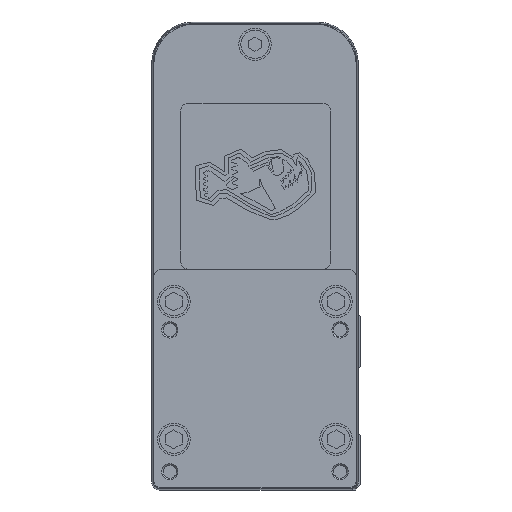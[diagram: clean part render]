
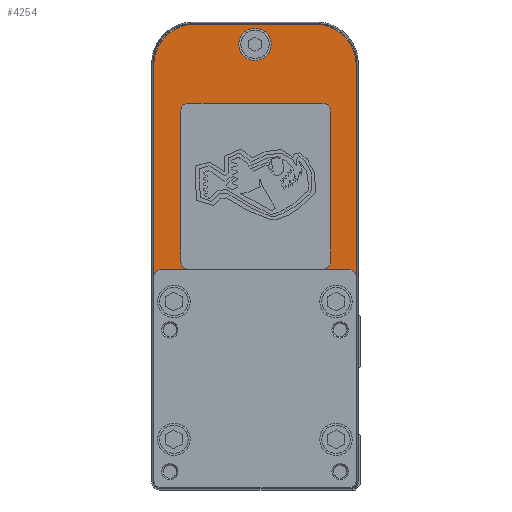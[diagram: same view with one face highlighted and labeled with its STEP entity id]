
A CAD part, left-side view. The second image highlights one B-rep face of the part: STEP entity #4254.
In plain terms, the highlighted planar face has unit normal (-1, 0, 0).
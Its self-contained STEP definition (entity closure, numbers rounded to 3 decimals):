
#273 = CARTESIAN_POINT ( 'NONE',  ( -45., -69.5, 14.75 ) ) ;
#552 = DIRECTION ( 'NONE',  ( 1., 0., 0. ) ) ;
#630 = AXIS2_PLACEMENT_3D ( 'NONE', #4432, #552, #12574 ) ;
#961 = DIRECTION ( 'NONE',  ( 0., 1., 0. ) ) ;
#1053 = CARTESIAN_POINT ( 'NONE',  ( -45., -69.5, -14.75 ) ) ;
#1334 = EDGE_CURVE ( 'NONE', #3624, #1883, #22475, .T. ) ;
#1576 = EDGE_CURVE ( 'NONE', #1883, #21916, #20952, .T. ) ;
#1883 = VERTEX_POINT ( 'NONE', #1053 ) ;
#1981 = VERTEX_POINT ( 'NONE', #25266 ) ;
#2401 = EDGE_CURVE ( 'NONE', #6581, #1981, #25258, .T. ) ;
#3445 = EDGE_CURVE ( 'NONE', #20586, #3624, #23601, .T. ) ;
#3624 = VERTEX_POINT ( 'NONE', #15983 ) ;
#3722 = VERTEX_POINT ( 'NONE', #5676 ) ;
#3930 = AXIS2_PLACEMENT_3D ( 'NONE', #14998, #23292, #961 ) ;
#4092 = EDGE_CURVE ( 'NONE', #21916, #3722, #14453, .T. ) ;
#4238 = ORIENTED_EDGE ( 'NONE', *, *, #2401, .F. ) ;
#4254 = ADVANCED_FACE ( 'NONE', ( #6978, #15134 ), #12843, .F. ) ;
#4432 = CARTESIAN_POINT ( 'NONE',  ( -45., -7., 23. ) ) ;
#4554 = DIRECTION ( 'NONE',  ( 0., 0., -1. ) ) ;
#4682 = ORIENTED_EDGE ( 'NONE', *, *, #1576, .F. ) ;
#4878 = ORIENTED_EDGE ( 'NONE', *, *, #1334, .F. ) ;
#5164 = CIRCLE ( 'NONE', #22664, 4. ) ;
#5422 = CARTESIAN_POINT ( 'NONE',  ( -45., -64.5, 0. ) ) ;
#5530 = ORIENTED_EDGE ( 'NONE', *, *, #15509, .F. ) ;
#5562 = DIRECTION ( 'NONE',  ( 1., 0., 0. ) ) ;
#5647 = EDGE_CURVE ( 'NONE', #19011, #20586, #12027, .T. ) ;
#5676 = CARTESIAN_POINT ( 'NONE',  ( -45., -7., -25. ) ) ;
#5965 = DIRECTION ( 'NONE',  ( 1., 0., 0. ) ) ;
#5982 = VECTOR ( 'NONE', #4554, 1000. ) ;
#6124 = VECTOR ( 'NONE', #8279, 1000. ) ;
#6188 = CIRCLE ( 'NONE', #21161, 2. ) ;
#6581 = VERTEX_POINT ( 'NONE', #19365 ) ;
#6978 = FACE_OUTER_BOUND ( 'NONE', #23426, .T. ) ;
#7052 = VERTEX_POINT ( 'NONE', #14921 ) ;
#8279 = DIRECTION ( 'NONE',  ( 0., -1., 0. ) ) ;
#8482 = ORIENTED_EDGE ( 'NONE', *, *, #3445, .F. ) ;
#9282 = LINE ( 'NONE', #17716, #18171 ) ;
#9331 = CARTESIAN_POINT ( 'NONE',  ( -45., -59.25, 25. ) ) ;
#11325 = CARTESIAN_POINT ( 'NONE',  ( -45., -7., -23. ) ) ;
#11857 = CARTESIAN_POINT ( 'NONE',  ( -45., -59.25, -25. ) ) ;
#12027 = LINE ( 'NONE', #22332, #6124 ) ;
#12098 = VERTEX_POINT ( 'NONE', #24153 ) ;
#12509 = CARTESIAN_POINT ( 'NONE',  ( -45., -59.25, 14.75 ) ) ;
#12574 = DIRECTION ( 'NONE',  ( 0., 0., -1. ) ) ;
#12830 = CARTESIAN_POINT ( 'NONE',  ( -45., -59.25, -14.75 ) ) ;
#12843 = PLANE ( 'NONE',  #3930 ) ;
#12921 = AXIS2_PLACEMENT_3D ( 'NONE', #12509, #5965, #20683 ) ;
#13701 = AXIS2_PLACEMENT_3D ( 'NONE', #5422, #17986, #19611 ) ;
#13864 = EDGE_LOOP ( 'NONE', ( #4238, #15112 ) ) ;
#14322 = CARTESIAN_POINT ( 'NONE',  ( -45., -59.25, -25. ) ) ;
#14453 = LINE ( 'NONE', #14322, #19312 ) ;
#14705 = CIRCLE ( 'NONE', #630, 2. ) ;
#14921 = CARTESIAN_POINT ( 'NONE',  ( -45., -9., 23. ) ) ;
#14998 = CARTESIAN_POINT ( 'NONE',  ( -45., -7., 23. ) ) ;
#15112 = ORIENTED_EDGE ( 'NONE', *, *, #21829, .F. ) ;
#15134 = FACE_BOUND ( 'NONE', #13864, .T. ) ;
#15193 = EDGE_CURVE ( 'NONE', #12098, #3722, #6188, .T. ) ;
#15509 = EDGE_CURVE ( 'NONE', #12098, #7052, #9282, .T. ) ;
#15983 = CARTESIAN_POINT ( 'NONE',  ( -45., -69.5, 14.75 ) ) ;
#16077 = DIRECTION ( 'NONE',  ( 0., 1., 0. ) ) ;
#17538 = AXIS2_PLACEMENT_3D ( 'NONE', #12830, #25028, #21930 ) ;
#17716 = CARTESIAN_POINT ( 'NONE',  ( -45., -9., -23. ) ) ;
#17986 = DIRECTION ( 'NONE',  ( -1., 0., 0. ) ) ;
#18171 = VECTOR ( 'NONE', #25366, 1000. ) ;
#18562 = ORIENTED_EDGE ( 'NONE', *, *, #4092, .F. ) ;
#19011 = VERTEX_POINT ( 'NONE', #25708 ) ;
#19312 = VECTOR ( 'NONE', #16077, 1000. ) ;
#19365 = CARTESIAN_POINT ( 'NONE',  ( -45., -64.5, -4. ) ) ;
#19611 = DIRECTION ( 'NONE',  ( 0., 0., -1. ) ) ;
#19889 = DIRECTION ( 'NONE',  ( 0., 0., -1. ) ) ;
#20586 = VERTEX_POINT ( 'NONE', #9331 ) ;
#20683 = DIRECTION ( 'NONE',  ( 0., 0., -1. ) ) ;
#20952 = CIRCLE ( 'NONE', #17538, 10.25 ) ;
#21161 = AXIS2_PLACEMENT_3D ( 'NONE', #11325, #5562, #23885 ) ;
#21829 = EDGE_CURVE ( 'NONE', #1981, #6581, #5164, .T. ) ;
#21916 = VERTEX_POINT ( 'NONE', #11857 ) ;
#21930 = DIRECTION ( 'NONE',  ( 0., 0., -1. ) ) ;
#22332 = CARTESIAN_POINT ( 'NONE',  ( -45., -7., 25. ) ) ;
#22407 = ORIENTED_EDGE ( 'NONE', *, *, #5647, .F. ) ;
#22475 = LINE ( 'NONE', #273, #5982 ) ;
#22664 = AXIS2_PLACEMENT_3D ( 'NONE', #26313, #24025, #19889 ) ;
#23292 = DIRECTION ( 'NONE',  ( 1., 0., 0. ) ) ;
#23426 = EDGE_LOOP ( 'NONE', ( #24136, #5530, #24444, #18562, #4682, #4878, #8482, #22407 ) ) ;
#23601 = CIRCLE ( 'NONE', #12921, 10.25 ) ;
#23885 = DIRECTION ( 'NONE',  ( 0., 0., -1. ) ) ;
#24025 = DIRECTION ( 'NONE',  ( -1., 0., 0. ) ) ;
#24136 = ORIENTED_EDGE ( 'NONE', *, *, #25269, .T. ) ;
#24153 = CARTESIAN_POINT ( 'NONE',  ( -45., -9., -23. ) ) ;
#24444 = ORIENTED_EDGE ( 'NONE', *, *, #15193, .T. ) ;
#25028 = DIRECTION ( 'NONE',  ( 1., 0., 0. ) ) ;
#25258 = CIRCLE ( 'NONE', #13701, 4. ) ;
#25266 = CARTESIAN_POINT ( 'NONE',  ( -45., -64.5, 4. ) ) ;
#25269 = EDGE_CURVE ( 'NONE', #19011, #7052, #14705, .T. ) ;
#25366 = DIRECTION ( 'NONE',  ( 0., 0., 1. ) ) ;
#25708 = CARTESIAN_POINT ( 'NONE',  ( -45., -7., 25. ) ) ;
#26313 = CARTESIAN_POINT ( 'NONE',  ( -45., -64.5, 0. ) ) ;
